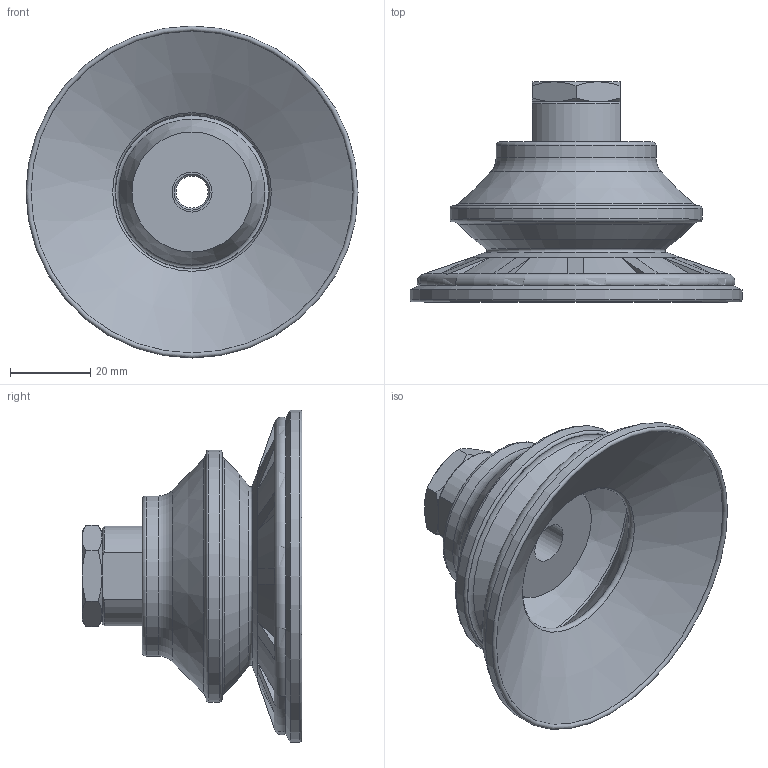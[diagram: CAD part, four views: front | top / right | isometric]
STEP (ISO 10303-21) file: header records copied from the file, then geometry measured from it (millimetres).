
FILE_DESCRIPTION(/* description */ ('STEP AP214'),/* implementation_level */ '2;1');
FILE_NAME(/* name */ '8073839_OGVM-80-A-N-G14F',/* time_stamp */ '2024-09-13T10:33:31+02:00',/* author */ ('License CC BY-ND 4.0'),/* organization */ ('CADENAS'),/* preprocessor_version */ 'ST-DEVELOPER v19.3',/* originating_system */ 'PARTsolutions',/* authorisation */ ' ');
FILE_SCHEMA (('AUTOMOTIVE_DESIGN {1 0 10303 214 3 1 1}'));
Length unit declared in the file: millimetre
Products named in the file (1): 8073839 OGVM-80-A-N-G14F---(high)
Bounding box: 83 x 55 x 83 mm (x, y, z)
Volume: 47907 mm3; surface area: 25622.2 mm2
Topology: 1 solids, 1 shells, 149 faces, 386 edges, 245 vertices
Faces by surface type: plane 102, cone 26, torus 13, cylinder 8
Full cylindrical faces by diameter (mm): 8 x1, 10 x1, 11.445 x1, 40 x1, 63 x1, 83 x1
Entity records: 4486 total; most frequent: CARTESIAN_POINT 1102, ORIENTED_EDGE 702, DIRECTION 642, EDGE_CURVE 351, AXIS2_PLACEMENT_3D 253, VERTEX_POINT 241, EDGE_LOOP 188, FACE_BOUND 188
